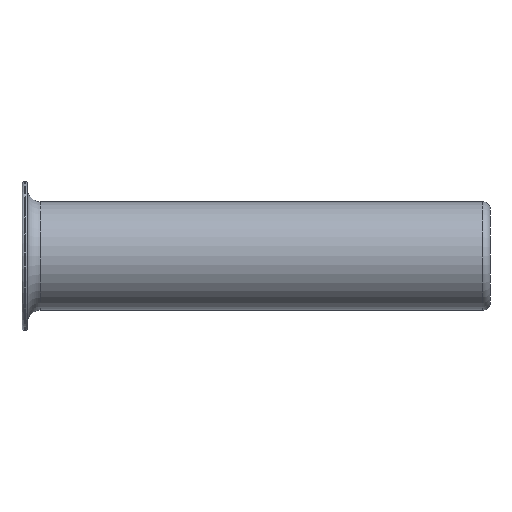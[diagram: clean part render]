
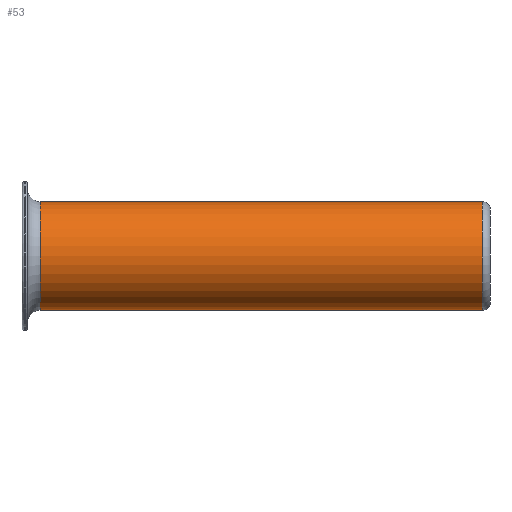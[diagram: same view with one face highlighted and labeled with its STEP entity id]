
A CAD part, top view. The second image highlights one B-rep face of the part: STEP entity #53.
In plain terms, the highlighted cylindrical face has radius 1.275 mm (diameter 2.55 mm), a partial arc.
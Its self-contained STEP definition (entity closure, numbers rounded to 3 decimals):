
#53=ADVANCED_FACE('',(#83),#84,.T.);
#83=FACE_OUTER_BOUND('',#129,.T.);
#84=CYLINDRICAL_SURFACE('',#130,1.275);
#129=EDGE_LOOP('',(#210,#211,#212,#213));
#130=AXIS2_PLACEMENT_3D('',#214,#215,#216);
#210=ORIENTED_EDGE('',*,*,#348,.T.);
#211=ORIENTED_EDGE('',*,*,#345,.F.);
#212=ORIENTED_EDGE('',*,*,#343,.T.);
#213=ORIENTED_EDGE('',*,*,#347,.T.);
#214=CARTESIAN_POINT('',(0.55,0.0,0.0));
#215=DIRECTION('',(1.0,-0.0,0.0));
#216=DIRECTION('',(0.0,1.0,0.0));
#343=EDGE_CURVE('',#403,#406,#411,.T.);
#345=EDGE_CURVE('',#403,#413,#414,.T.);
#347=EDGE_CURVE('',#406,#415,#417,.T.);
#348=EDGE_CURVE('',#415,#413,#418,.T.);
#403=VERTEX_POINT('',#479);
#406=VERTEX_POINT('',#482);
#411=CIRCLE('',#487,1.275);
#413=VERTEX_POINT('',#489);
#414=LINE('',#490,#491);
#415=VERTEX_POINT('',#492);
#417=LINE('',#494,#495);
#418=CIRCLE('',#496,1.275);
#479=CARTESIAN_POINT('',(-0.185,-1.275,0.));
#482=CARTESIAN_POINT('',(-0.185,1.275,0.));
#487=AXIS2_PLACEMENT_3D('',#589,#590,#591);
#489=CARTESIAN_POINT('',(-10.575,-1.275,0.0));
#490=CARTESIAN_POINT('',(-0.185,-1.275,0.0));
#491=VECTOR('',#595,10.39);
#492=CARTESIAN_POINT('',(-10.575,1.275,0.0));
#494=CARTESIAN_POINT('',(-0.185,1.275,0.0));
#495=VECTOR('',#599,10.39);
#496=AXIS2_PLACEMENT_3D('',#600,#601,#602);
#589=CARTESIAN_POINT('',(-0.185,0.0,0.0));
#590=DIRECTION('',(-1.0,0.0,0.0));
#591=DIRECTION('',(0.0,-1.0,0.0));
#595=DIRECTION('',(-1.0,0.0,0.0));
#599=DIRECTION('',(-1.0,0.0,0.0));
#600=CARTESIAN_POINT('',(-10.575,0.0,0.0));
#601=DIRECTION('',(1.0,0.0,0.0));
#602=DIRECTION('',(0.0,1.0,0.0));
